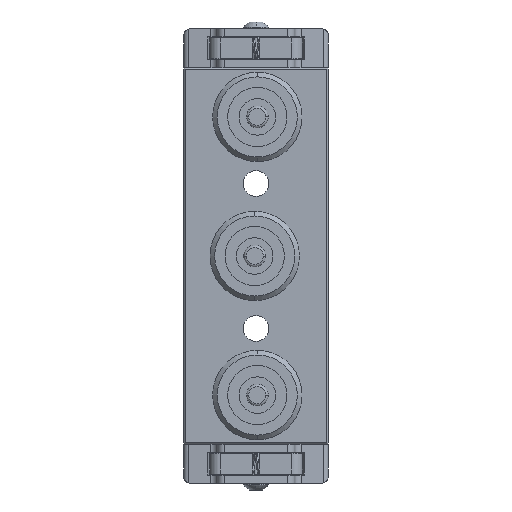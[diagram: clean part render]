
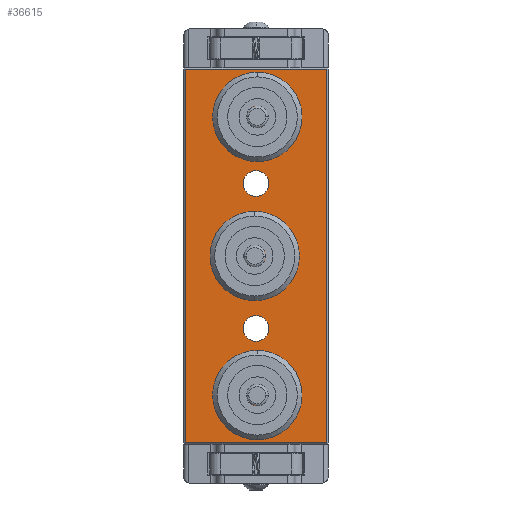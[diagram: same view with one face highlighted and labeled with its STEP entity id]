
A CAD part, left-side view. The second image highlights one B-rep face of the part: STEP entity #36615.
In plain terms, the highlighted planar face has unit normal (-1, 0, 0).
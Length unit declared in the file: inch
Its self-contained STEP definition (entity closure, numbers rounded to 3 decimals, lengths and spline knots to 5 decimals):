
#386 = DIRECTION ( 'NONE',  ( 0., 0., -1. ) ) ;
#888 = CARTESIAN_POINT ( 'NONE',  ( 0.647, 0.0114, -2.5055 ) ) ;
#1152 = VERTEX_POINT ( 'NONE', #3608 ) ;
#1425 = CARTESIAN_POINT ( 'NONE',  ( 0.647, -0.625, -4.0224 ) ) ;
#1887 = EDGE_CURVE ( 'NONE', #53355, #3285, #14049, .T. ) ;
#2200 = ORIENTED_EDGE ( 'NONE', *, *, #3776, .T. ) ;
#2373 = DIRECTION ( 'NONE',  ( 0., 0., -1. ) ) ;
#3285 = VERTEX_POINT ( 'NONE', #20225 ) ;
#3387 = DIRECTION ( 'NONE',  ( 0., 0., 1. ) ) ;
#3608 = CARTESIAN_POINT ( 'NONE',  ( 0.647, 0., -1.8979 ) ) ;
#3776 = EDGE_CURVE ( 'NONE', #3285, #17958, #52523, .T. ) ;
#3778 = ORIENTED_EDGE ( 'NONE', *, *, #40129, .T. ) ;
#5945 = ORIENTED_EDGE ( 'NONE', *, *, #22957, .T. ) ;
#5970 = CARTESIAN_POINT ( 'NONE',  ( 0.647, 0., -1.7874 ) ) ;
#6288 = CARTESIAN_POINT ( 'NONE',  ( 0.647, -0.0114, -3.6124 ) ) ;
#6684 = CARTESIAN_POINT ( 'NONE',  ( 0.647, -0.61, -0.8024 ) ) ;
#7758 = FACE_BOUND ( 'NONE', #67598, .T. ) ;
#8933 = AXIS2_PLACEMENT_3D ( 'NONE', #5970, #51474, #386 ) ;
#9657 = CIRCLE ( 'NONE', #31195, 0.1105 ) ;
#9747 = ORIENTED_EDGE ( 'NONE', *, *, #21506, .T. ) ;
#10352 = DIRECTION ( 'NONE',  ( 0., 0., 1. ) ) ;
#11928 = EDGE_LOOP ( 'NONE', ( #49134, #5945 ) ) ;
#12241 = DIRECTION ( 'NONE',  ( 1., 0., 0. ) ) ;
#13064 = ORIENTED_EDGE ( 'NONE', *, *, #42014, .T. ) ;
#13338 = DIRECTION ( 'NONE',  ( 0., -1., 0. ) ) ;
#13475 = CARTESIAN_POINT ( 'NONE',  ( 0.647, -0.61, -4.0374 ) ) ;
#14049 = LINE ( 'NONE', #14431, #47583 ) ;
#14431 = CARTESIAN_POINT ( 'NONE',  ( 0.647, 0.61, -4.0374 ) ) ;
#14528 = ORIENTED_EDGE ( 'NONE', *, *, #38801, .T. ) ;
#15077 = DIRECTION ( 'NONE',  ( 1., 0., 0. ) ) ;
#15228 = DIRECTION ( 'NONE',  ( -1., 0., 0. ) ) ;
#15438 = ORIENTED_EDGE ( 'NONE', *, *, #23528, .T. ) ;
#15811 = DIRECTION ( 'NONE',  ( 0., 0., -1. ) ) ;
#17882 = AXIS2_PLACEMENT_3D ( 'NONE', #6288, #12241, #19365 ) ;
#17958 = VERTEX_POINT ( 'NONE', #33368 ) ;
#19340 = DIRECTION ( 'NONE',  ( 0., 0., -1. ) ) ;
#19365 = DIRECTION ( 'NONE',  ( 0., 0., -1. ) ) ;
#20111 = VERTEX_POINT ( 'NONE', #62661 ) ;
#20225 = CARTESIAN_POINT ( 'NONE',  ( 0.647, 0.61, -4.0224 ) ) ;
#20271 = DIRECTION ( 'NONE',  ( 1., 0., 0. ) ) ;
#20543 = AXIS2_PLACEMENT_3D ( 'NONE', #69150, #40913, #25538 ) ;
#20726 = CARTESIAN_POINT ( 'NONE',  ( 0.647, 0., -1.7874 ) ) ;
#21506 = EDGE_CURVE ( 'NONE', #17958, #28954, #66084, .T. ) ;
#22408 = DIRECTION ( 'NONE',  ( 0., 0., -1. ) ) ;
#22957 = EDGE_CURVE ( 'NONE', #53142, #68640, #60580, .T. ) ;
#23528 = EDGE_CURVE ( 'NONE', #60714, #44988, #55906, .T. ) ;
#23595 = CARTESIAN_POINT ( 'NONE',  ( 0.647, -0.0114, -3.51948 ) ) ;
#24536 = VECTOR ( 'NONE', #3387, 39.37008 ) ;
#24653 = FACE_BOUND ( 'NONE', #51894, .T. ) ;
#25333 = AXIS2_PLACEMENT_3D ( 'NONE', #66933, #15077, #15811 ) ;
#25538 = DIRECTION ( 'NONE',  ( 0., 0., -1. ) ) ;
#26846 = CARTESIAN_POINT ( 'NONE',  ( 0.647, 0., -3.1479 ) ) ;
#27419 = DIRECTION ( 'NONE',  ( 1., 0., 0. ) ) ;
#27869 = CARTESIAN_POINT ( 'NONE',  ( 0.647, 0., -1.6769 ) ) ;
#28138 = ORIENTED_EDGE ( 'NONE', *, *, #1887, .T. ) ;
#28752 = DIRECTION ( 'NONE',  ( 1., 0., 0. ) ) ;
#28954 = VERTEX_POINT ( 'NONE', #6684 ) ;
#29089 = VECTOR ( 'NONE', #13338, 39.37008 ) ;
#29730 = AXIS2_PLACEMENT_3D ( 'NONE', #72345, #15228, #10352 ) ;
#30423 = CARTESIAN_POINT ( 'NONE',  ( 0.647, -0.0114, -1.2124 ) ) ;
#30912 = AXIS2_PLACEMENT_3D ( 'NONE', #40328, #28752, #63032 ) ;
#31195 = AXIS2_PLACEMENT_3D ( 'NONE', #20726, #27419, #60595 ) ;
#32522 = EDGE_CURVE ( 'NONE', #68640, #53142, #47869, .T. ) ;
#33368 = CARTESIAN_POINT ( 'NONE',  ( 0.647, -0.61, -4.0224 ) ) ;
#33506 = DIRECTION ( 'NONE',  ( 0., 1., 0. ) ) ;
#34340 = DIRECTION ( 'NONE',  ( 1., 0., 0. ) ) ;
#34811 = ORIENTED_EDGE ( 'NONE', *, *, #62488, .T. ) ;
#34911 = VERTEX_POINT ( 'NONE', #888 ) ;
#34966 = AXIS2_PLACEMENT_3D ( 'NONE', #30423, #36408, #2373 ) ;
#35681 = VERTEX_POINT ( 'NONE', #27869 ) ;
#36032 = ORIENTED_EDGE ( 'NONE', *, *, #72304, .T. ) ;
#36406 = CARTESIAN_POINT ( 'NONE',  ( 0.647, 0., -2.9269 ) ) ;
#36408 = DIRECTION ( 'NONE',  ( 1., 0., 0. ) ) ;
#36615 = ADVANCED_FACE ( 'NONE', ( #24653, #70105, #41843, #7758, #53303, #47760 ), #70473, .T. ) ;
#37455 = DIRECTION ( 'NONE',  ( 0., 0., -1. ) ) ;
#38562 = ORIENTED_EDGE ( 'NONE', *, *, #63843, .T. ) ;
#38801 = EDGE_CURVE ( 'NONE', #20111, #52796, #60899, .T. ) ;
#39954 = CARTESIAN_POINT ( 'NONE',  ( 0.647, 0., -3.0374 ) ) ;
#40129 = EDGE_CURVE ( 'NONE', #34911, #56441, #52628, .T. ) ;
#40328 = CARTESIAN_POINT ( 'NONE',  ( 0.647, -0.0114, -1.2124 ) ) ;
#40361 = AXIS2_PLACEMENT_3D ( 'NONE', #39954, #34340, #22408 ) ;
#40419 = DIRECTION ( 'NONE',  ( 1., 0., 0. ) ) ;
#40803 = DIRECTION ( 'NONE',  ( 0., 0., -1. ) ) ;
#40913 = DIRECTION ( 'NONE',  ( 1., 0., 0. ) ) ;
#41843 = FACE_BOUND ( 'NONE', #59740, .T. ) ;
#42014 = EDGE_CURVE ( 'NONE', #56441, #34911, #56650, .T. ) ;
#43190 = AXIS2_PLACEMENT_3D ( 'NONE', #71333, #20271, #37455 ) ;
#44988 = VERTEX_POINT ( 'NONE', #57984 ) ;
#47583 = VECTOR ( 'NONE', #19340, 39.37008 ) ;
#47760 = FACE_BOUND ( 'NONE', #71627, .T. ) ;
#47869 = CIRCLE ( 'NONE', #43190, 0.1105 ) ;
#48139 = VECTOR ( 'NONE', #33506, 39.37008 ) ;
#48293 = CIRCLE ( 'NONE', #8933, 0.1105 ) ;
#48362 = CARTESIAN_POINT ( 'NONE',  ( 0.647, -0.0114, -1.30533 ) ) ;
#49134 = ORIENTED_EDGE ( 'NONE', *, *, #32522, .T. ) ;
#49770 = ORIENTED_EDGE ( 'NONE', *, *, #64770, .T. ) ;
#51474 = DIRECTION ( 'NONE',  ( 1., 0., 0. ) ) ;
#51894 = EDGE_LOOP ( 'NONE', ( #3778, #13064 ) ) ;
#52523 = LINE ( 'NONE', #1425, #29089 ) ;
#52628 = CIRCLE ( 'NONE', #20543, 0.0931 ) ;
#52637 = CARTESIAN_POINT ( 'NONE',  ( 0.647, 0.0114, -2.3193 ) ) ;
#52796 = VERTEX_POINT ( 'NONE', #23595 ) ;
#53142 = VERTEX_POINT ( 'NONE', #36406 ) ;
#53303 = FACE_BOUND ( 'NONE', #11928, .T. ) ;
#53355 = VERTEX_POINT ( 'NONE', #64267 ) ;
#53951 = CIRCLE ( 'NONE', #34966, 0.09293 ) ;
#55906 = CIRCLE ( 'NONE', #30912, 0.09293 ) ;
#56441 = VERTEX_POINT ( 'NONE', #52637 ) ;
#56650 = CIRCLE ( 'NONE', #66124, 0.0931 ) ;
#56802 = CARTESIAN_POINT ( 'NONE',  ( 0.647, 0.0114, -2.4124 ) ) ;
#56879 = EDGE_LOOP ( 'NONE', ( #9747, #36032, #28138, #2200 ) ) ;
#57755 = EDGE_CURVE ( 'NONE', #35681, #1152, #48293, .T. ) ;
#57984 = CARTESIAN_POINT ( 'NONE',  ( 0.647, -0.0114, -1.11948 ) ) ;
#59740 = EDGE_LOOP ( 'NONE', ( #14528, #34811 ) ) ;
#60580 = CIRCLE ( 'NONE', #40361, 0.1105 ) ;
#60595 = DIRECTION ( 'NONE',  ( 0., 0., -1. ) ) ;
#60708 = LINE ( 'NONE', #66992, #48139 ) ;
#60714 = VERTEX_POINT ( 'NONE', #48362 ) ;
#60899 = CIRCLE ( 'NONE', #25333, 0.09292 ) ;
#62488 = EDGE_CURVE ( 'NONE', #52796, #20111, #67855, .T. ) ;
#62661 = CARTESIAN_POINT ( 'NONE',  ( 0.647, -0.0114, -3.70533 ) ) ;
#63032 = DIRECTION ( 'NONE',  ( 0., 0., -1. ) ) ;
#63843 = EDGE_CURVE ( 'NONE', #1152, #35681, #9657, .T. ) ;
#64267 = CARTESIAN_POINT ( 'NONE',  ( 0.647, 0.61, -0.8024 ) ) ;
#64770 = EDGE_CURVE ( 'NONE', #44988, #60714, #53951, .T. ) ;
#65383 = ORIENTED_EDGE ( 'NONE', *, *, #57755, .T. ) ;
#66084 = LINE ( 'NONE', #13475, #24536 ) ;
#66124 = AXIS2_PLACEMENT_3D ( 'NONE', #56802, #40419, #40803 ) ;
#66933 = CARTESIAN_POINT ( 'NONE',  ( 0.647, -0.0114, -3.6124 ) ) ;
#66992 = CARTESIAN_POINT ( 'NONE',  ( 0.647, -0.625, -0.8024 ) ) ;
#67598 = EDGE_LOOP ( 'NONE', ( #15438, #49770 ) ) ;
#67855 = CIRCLE ( 'NONE', #17882, 0.09292 ) ;
#68640 = VERTEX_POINT ( 'NONE', #26846 ) ;
#69150 = CARTESIAN_POINT ( 'NONE',  ( 0.647, 0.0114, -2.4124 ) ) ;
#70105 = FACE_OUTER_BOUND ( 'NONE', #56879, .T. ) ;
#70473 = PLANE ( 'NONE',  #29730 ) ;
#71333 = CARTESIAN_POINT ( 'NONE',  ( 0.647, 0., -3.0374 ) ) ;
#71627 = EDGE_LOOP ( 'NONE', ( #38562, #65383 ) ) ;
#72304 = EDGE_CURVE ( 'NONE', #28954, #53355, #60708, .T. ) ;
#72345 = CARTESIAN_POINT ( 'NONE',  ( 0.647, -0.625, -4.0374 ) ) ;
